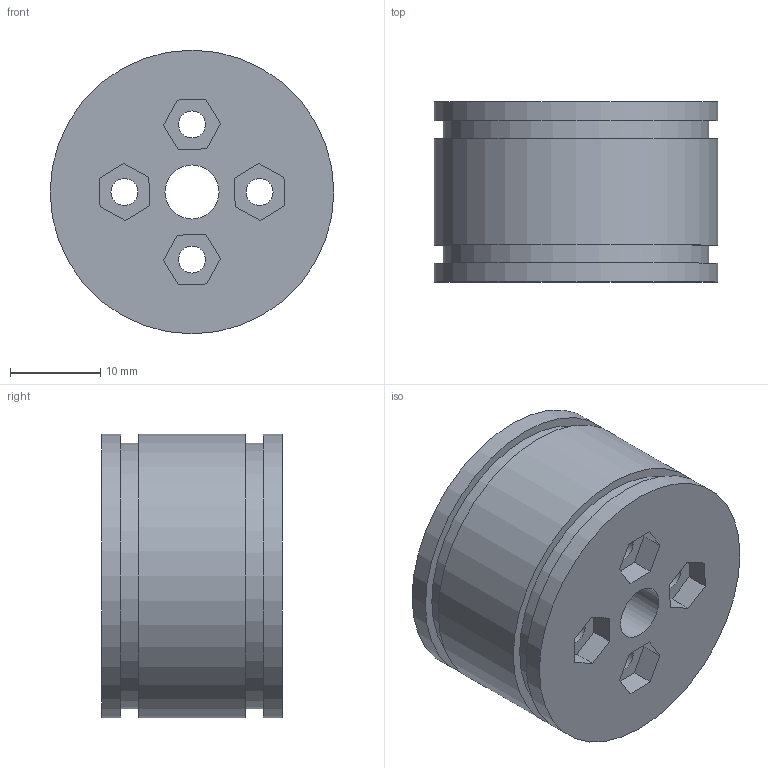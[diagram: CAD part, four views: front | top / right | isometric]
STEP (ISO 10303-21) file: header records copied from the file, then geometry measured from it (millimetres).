
FILE_DESCRIPTION(('STEP AP203'), '1');
FILE_NAME('????????', '', ('UNSPECIFIED'), ('UNSPECIFIED'), 'C3D Converter', 'C3D Toolkit', '');
FILE_SCHEMA(('CONFIG_CONTROL_DESIGN'));
Length unit declared in the file: millimetre
Bounding box: 31.5 x 20 x 31.5 mm (x, y, z)
Volume: 13880.7 mm3; surface area: 5010.1 mm2
Topology: 1 solids, 1 shells, 44 faces, 102 edges, 68 vertices
Faces by surface type: plane 34, cylinder 10
Full cylindrical faces by diameter (mm): 3 x4, 6 x1, 29.5 x2, 31.5 x3
Entity records: 1256 total; most frequent: CARTESIAN_POINT 205, DIRECTION 202, ORIENTED_EDGE 184, EDGE_CURVE 92, EDGE_LOOP 72, LINE 72, VECTOR 72, VERTEX_POINT 68
